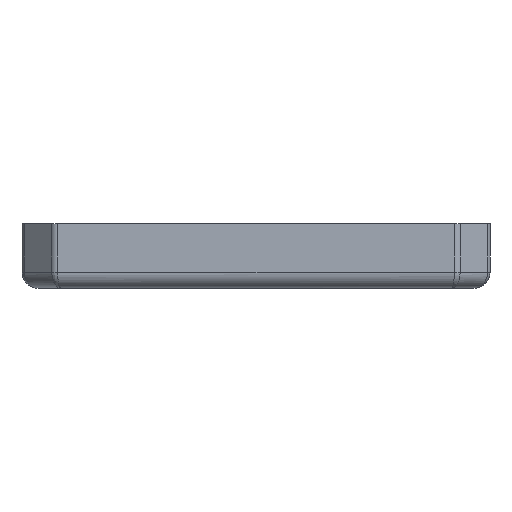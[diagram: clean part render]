
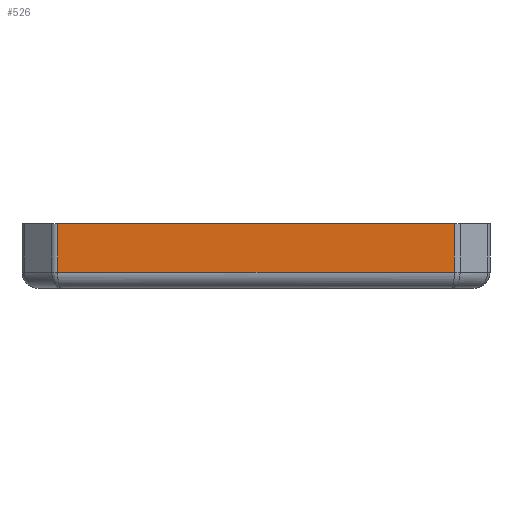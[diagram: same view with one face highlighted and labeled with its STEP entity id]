
A CAD part, left-side view. The second image highlights one B-rep face of the part: STEP entity #526.
In plain terms, the highlighted planar face has unit normal (-1, 0, 0).
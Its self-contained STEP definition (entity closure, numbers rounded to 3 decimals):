
#57 = ORIENTED_EDGE ( 'NONE', *, *, #358, .T. ) ;
#64 = CARTESIAN_POINT ( 'NONE',  ( -8., -18.349, 1. ) ) ;
#72 = DIRECTION ( 'NONE',  ( 0., 1., 0. ) ) ;
#79 = VERTEX_POINT ( 'NONE', #1337 ) ;
#100 = PLANE ( 'NONE',  #1200 ) ;
#107 = CARTESIAN_POINT ( 'NONE',  ( -8., 6.237, 1. ) ) ;
#120 = CARTESIAN_POINT ( 'NONE',  ( -8., -18.556, 1. ) ) ;
#177 = DIRECTION ( 'NONE',  ( 0., 0., -1. ) ) ;
#182 = CARTESIAN_POINT ( 'NONE',  ( -8., 6.237, 4. ) ) ;
#278 = VECTOR ( 'NONE', #177, 1000. ) ;
#358 = EDGE_CURVE ( 'NONE', #79, #955, #1319, .T. ) ;
#387 = ORIENTED_EDGE ( 'NONE', *, *, #1017, .T. ) ;
#407 = DIRECTION ( 'NONE',  ( 0., 0., 1. ) ) ;
#526 = ADVANCED_FACE ( 'NONE', ( #1606 ), #100, .T. ) ;
#530 = VERTEX_POINT ( 'NONE', #64 ) ;
#622 = VECTOR ( 'NONE', #1460, 1000. ) ;
#645 = LINE ( 'NONE', #1440, #1297 ) ;
#763 = EDGE_CURVE ( 'NONE', #955, #1411, #1709, .T. ) ;
#767 = DIRECTION ( 'NONE',  ( -1., 0., 0. ) ) ;
#955 = VERTEX_POINT ( 'NONE', #1033 ) ;
#1017 = EDGE_CURVE ( 'NONE', #530, #79, #645, .T. ) ;
#1030 = CARTESIAN_POINT ( 'NONE',  ( -8., 0., 4. ) ) ;
#1033 = CARTESIAN_POINT ( 'NONE',  ( -8., 6.237, 4. ) ) ;
#1200 = AXIS2_PLACEMENT_3D ( 'NONE', #1030, #767, #1708 ) ;
#1213 = ORIENTED_EDGE ( 'NONE', *, *, #1540, .T. ) ;
#1297 = VECTOR ( 'NONE', #407, 1000. ) ;
#1319 = LINE ( 'NONE', #1417, #1655 ) ;
#1337 = CARTESIAN_POINT ( 'NONE',  ( -8., -18.349, 4. ) ) ;
#1347 = LINE ( 'NONE', #120, #622 ) ;
#1411 = VERTEX_POINT ( 'NONE', #107 ) ;
#1417 = CARTESIAN_POINT ( 'NONE',  ( -8., 0., 4. ) ) ;
#1440 = CARTESIAN_POINT ( 'NONE',  ( -8., -18.349, 4. ) ) ;
#1460 = DIRECTION ( 'NONE',  ( 0., -1., 0. ) ) ;
#1540 = EDGE_CURVE ( 'NONE', #1411, #530, #1347, .T. ) ;
#1570 = EDGE_LOOP ( 'NONE', ( #1213, #387, #57, #1619 ) ) ;
#1606 = FACE_OUTER_BOUND ( 'NONE', #1570, .T. ) ;
#1619 = ORIENTED_EDGE ( 'NONE', *, *, #763, .T. ) ;
#1655 = VECTOR ( 'NONE', #72, 1000. ) ;
#1708 = DIRECTION ( 'NONE',  ( 0., 0., 1. ) ) ;
#1709 = LINE ( 'NONE', #182, #278 ) ;
